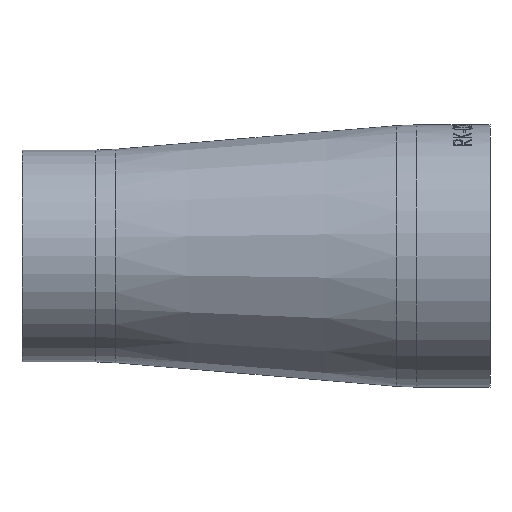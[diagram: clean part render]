
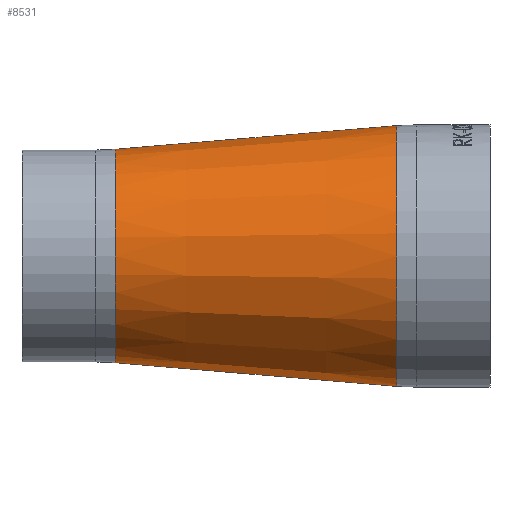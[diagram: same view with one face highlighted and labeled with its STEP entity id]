
A CAD part, left-side view. The second image highlights one B-rep face of the part: STEP entity #8531.
In plain terms, the highlighted conical face has half-angle 4.801 degrees and reference radius 8.667 mm.
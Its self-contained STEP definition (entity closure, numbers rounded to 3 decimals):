
#258 = DIRECTION ( 'NONE',  ( 0., -1., 0. ) ) ;
#461 = CARTESIAN_POINT ( 'NONE',  ( 0., 7.59, -10.583 ) ) ;
#777 = CARTESIAN_POINT ( 'NONE',  ( 0., 7.59, 0. ) ) ;
#904 = AXIS2_PLACEMENT_3D ( 'NONE', #777, #5543, #8344 ) ;
#2036 = ORIENTED_EDGE ( 'NONE', *, *, #3557, .F. ) ;
#2212 = FACE_BOUND ( 'NONE', #7037, .T. ) ;
#2244 = AXIS2_PLACEMENT_3D ( 'NONE', #5943, #8252, #4794 ) ;
#2544 = CONICAL_SURFACE ( 'NONE', #7387, 8.667, 0.084 ) ;
#2626 = VERTEX_POINT ( 'NONE', #3210 ) ;
#3210 = CARTESIAN_POINT ( 'NONE',  ( 0., 30.41, -8.667 ) ) ;
#3557 = EDGE_CURVE ( 'NONE', #8603, #8603, #5415, .T. ) ;
#3708 = CARTESIAN_POINT ( 'NONE',  ( 0., 30.41, 0. ) ) ;
#3791 = EDGE_LOOP ( 'NONE', ( #2036 ) ) ;
#3980 = CIRCLE ( 'NONE', #2244, 8.667 ) ;
#4271 = DIRECTION ( 'NONE',  ( 0., 0., -1. ) ) ;
#4794 = DIRECTION ( 'NONE',  ( 0., 0., -1. ) ) ;
#5415 = CIRCLE ( 'NONE', #904, 10.583 ) ;
#5543 = DIRECTION ( 'NONE',  ( 0., -1., 0. ) ) ;
#5943 = CARTESIAN_POINT ( 'NONE',  ( 0., 30.41, 0. ) ) ;
#7000 = EDGE_CURVE ( 'NONE', #2626, #2626, #3980, .T. ) ;
#7037 = EDGE_LOOP ( 'NONE', ( #8348 ) ) ;
#7107 = FACE_OUTER_BOUND ( 'NONE', #3791, .T. ) ;
#7387 = AXIS2_PLACEMENT_3D ( 'NONE', #3708, #258, #4271 ) ;
#8252 = DIRECTION ( 'NONE',  ( 0., -1., 0. ) ) ;
#8344 = DIRECTION ( 'NONE',  ( 0., 0., -1. ) ) ;
#8348 = ORIENTED_EDGE ( 'NONE', *, *, #7000, .T. ) ;
#8531 = ADVANCED_FACE ( 'NONE', ( #7107, #2212 ), #2544, .T. ) ;
#8603 = VERTEX_POINT ( 'NONE', #461 ) ;
